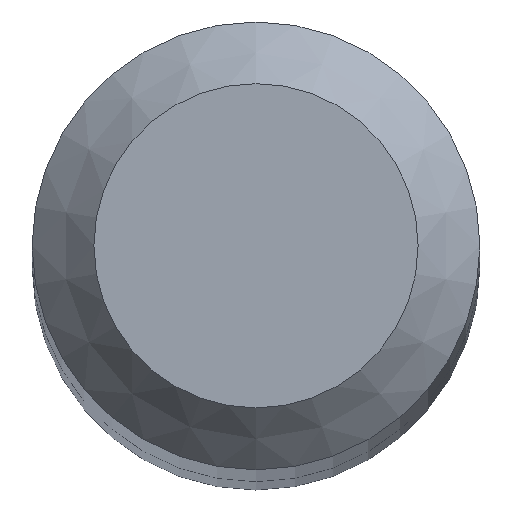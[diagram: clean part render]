
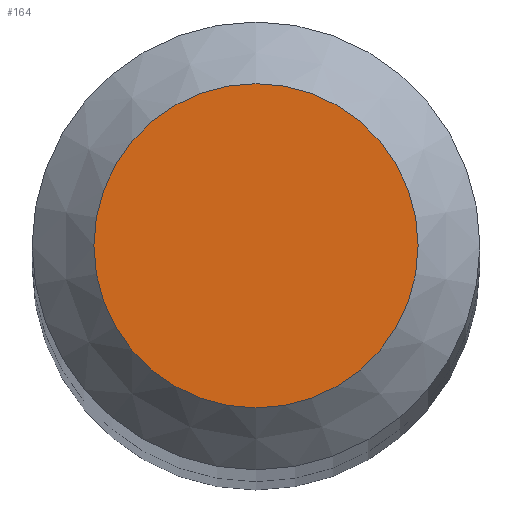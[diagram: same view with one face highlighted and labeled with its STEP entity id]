
A CAD part, top view. The second image highlights one B-rep face of the part: STEP entity #164.
In plain terms, the highlighted planar face has unit normal (0, 0, 1).
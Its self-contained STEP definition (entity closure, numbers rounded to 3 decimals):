
#1 = PLANE ( 'NONE',  #167 ) ;
#16 = DIRECTION ( 'NONE',  ( 0., 1., 0. ) ) ;
#30 = CARTESIAN_POINT ( 'NONE',  ( 0., 0., 38. ) ) ;
#51 = CARTESIAN_POINT ( 'NONE',  ( 0., 0.525, 38. ) ) ;
#60 = DIRECTION ( 'NONE',  ( 0., 0., -1. ) ) ;
#67 = EDGE_CURVE ( 'NONE', #108, #108, #109, .T. ) ;
#72 = EDGE_LOOP ( 'NONE', ( #199 ) ) ;
#74 = DIRECTION ( 'NONE',  ( 0., 1., 0. ) ) ;
#108 = VERTEX_POINT ( 'NONE', #51 ) ;
#109 = CIRCLE ( 'NONE', #200, 0.525 ) ;
#130 = DIRECTION ( 'NONE',  ( 0., 0., -1. ) ) ;
#144 = FACE_OUTER_BOUND ( 'NONE', #72, .T. ) ;
#146 = CARTESIAN_POINT ( 'NONE',  ( 0., 0., 38. ) ) ;
#164 = ADVANCED_FACE ( 'NONE', ( #144 ), #1, .F. ) ;
#167 = AXIS2_PLACEMENT_3D ( 'NONE', #146, #130, #16 ) ;
#199 = ORIENTED_EDGE ( 'NONE', *, *, #67, .F. ) ;
#200 = AXIS2_PLACEMENT_3D ( 'NONE', #30, #60, #74 ) ;
